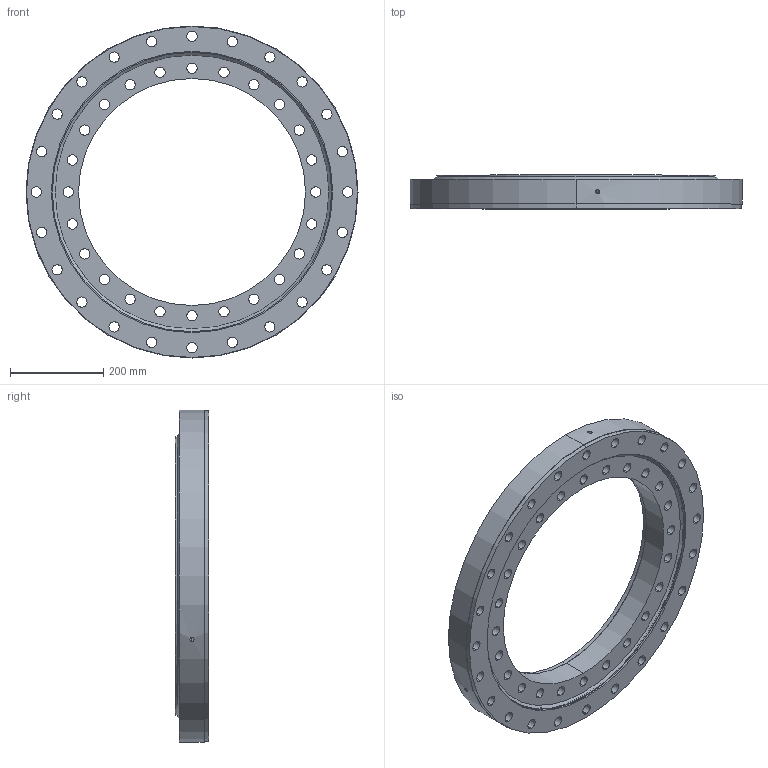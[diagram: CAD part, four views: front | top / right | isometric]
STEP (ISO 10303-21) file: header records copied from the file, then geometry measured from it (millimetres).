
FILE_DESCRIPTION (( 'STEP AP203' ), '1' );
FILE_NAME ('03-0600-02.STEP', '2017-12-26T15:06:31', ( 'defontaine' ), ( 'Hewlett-Packard Company' ), 'SwSTEP 2.0', 'SolidWorks 2016', '' );
FILE_SCHEMA (( 'CONFIG_CONTROL_DESIGN' ));
Length unit declared in the file: millimetre
Products named in the file (1): 03-0600-02
Bounding box: 712 x 72 x 712 mm (x, y, z)
Volume: 10541432.8 mm3; surface area: 1267773.4 mm2
Topology: 5 solids, 5 shells, 164 faces, 433 edges, 283 vertices
Faces by surface type: cylinder 122, torus 18, plane 14, cone 8, sphere 2
Entity records: 5851 total; most frequent: CARTESIAN_POINT 1269, DIRECTION 1032, ORIENTED_EDGE 856, AXIS2_PLACEMENT_3D 451, EDGE_CURVE 428, CIRCLE 286, EDGE_LOOP 280, VERTEX_POINT 280
